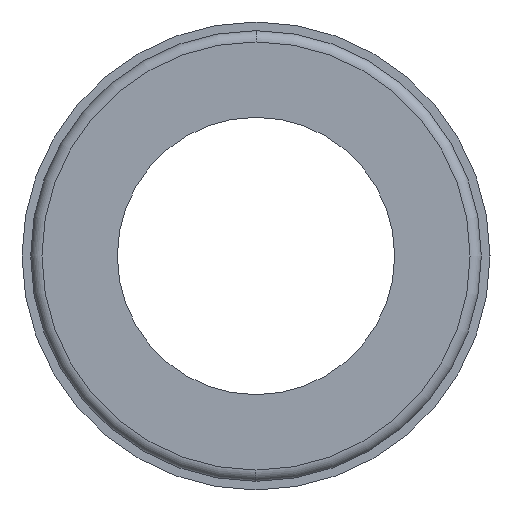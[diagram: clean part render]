
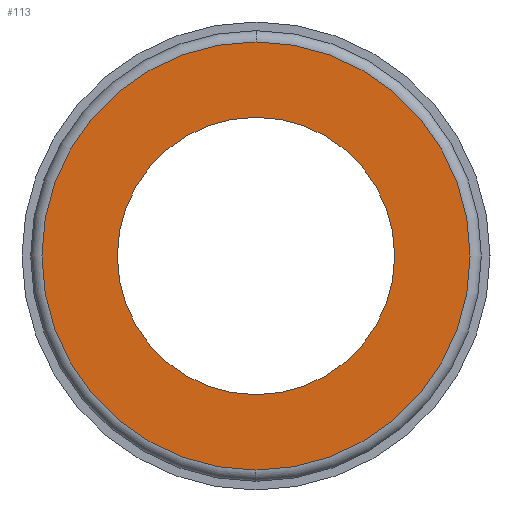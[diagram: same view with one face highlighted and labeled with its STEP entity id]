
A CAD part, left-side view. The second image highlights one B-rep face of the part: STEP entity #113.
In plain terms, the highlighted planar face has unit normal (-1, 0, 0).
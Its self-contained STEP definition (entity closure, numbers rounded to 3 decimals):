
#113=ADVANCED_FACE('',(#257,#258),#259,.T.);
#257=FACE_BOUND('',#402,.T.);
#258=FACE_OUTER_BOUND('',#403,.T.);
#259=PLANE('',#404);
#402=EDGE_LOOP('',(#947,#948));
#403=EDGE_LOOP('',(#949,#950,#951));
#404=AXIS2_PLACEMENT_3D('',#952,#953,#954);
#947=ORIENTED_EDGE('',*,*,#1106,.T.);
#948=ORIENTED_EDGE('',*,*,#1028,.T.);
#949=ORIENTED_EDGE('',*,*,#1126,.T.);
#950=ORIENTED_EDGE('',*,*,#959,.T.);
#951=ORIENTED_EDGE('',*,*,#1127,.T.);
#952=CARTESIAN_POINT('',(-18.805,-3.088,0.0));
#953=DIRECTION('',(-1.0,0.,0.0));
#954=DIRECTION('',(0.,-1.0,0.0));
#959=EDGE_CURVE('',#1129,#1135,#1137,.T.);
#1028=EDGE_CURVE('',#1261,#1265,#1267,.T.);
#1106=EDGE_CURVE('',#1265,#1261,#1391,.T.);
#1126=EDGE_CURVE('',#1412,#1129,#1413,.T.);
#1127=EDGE_CURVE('',#1135,#1412,#1414,.T.);
#1129=VERTEX_POINT('',#1416);
#1135=VERTEX_POINT('',#1422);
#1137=CIRCLE('',#1424,6.175);
#1261=VERTEX_POINT('',#1613);
#1265=VERTEX_POINT('',#1618);
#1267=CIRCLE('',#1621,4.0);
#1391=CIRCLE('',#1876,4.0);
#1412=VERTEX_POINT('',#1897);
#1413=CIRCLE('',#1898,6.175);
#1414=CIRCLE('',#1899,6.175);
#1416=CARTESIAN_POINT('',(-18.805,0.,6.175));
#1422=CARTESIAN_POINT('',(-18.805,0.,-6.175));
#1424=AXIS2_PLACEMENT_3D('',#1912,#1913,#1914);
#1613=CARTESIAN_POINT('',(-18.805,0.,-4.0));
#1618=CARTESIAN_POINT('',(-18.805,0.,4.0));
#1621=AXIS2_PLACEMENT_3D('',#2065,#2066,#2067);
#1876=AXIS2_PLACEMENT_3D('',#2193,#2194,#2195);
#1897=CARTESIAN_POINT('',(-18.805,-6.175,0.0));
#1898=AXIS2_PLACEMENT_3D('',#2253,#2254,#2255);
#1899=AXIS2_PLACEMENT_3D('',#2256,#2257,#2258);
#1912=CARTESIAN_POINT('',(-18.805,0.0,0.0));
#1913=DIRECTION('',(-1.0,0.,0.0));
#1914=DIRECTION('',(0.,-1.0,0.0));
#2065=CARTESIAN_POINT('',(-18.805,0.0,0.0));
#2066=DIRECTION('',(1.0,0.,0.0));
#2067=DIRECTION('',(0.0,0.0,-1.0));
#2193=CARTESIAN_POINT('',(-18.805,0.0,0.0));
#2194=DIRECTION('',(1.0,0.,0.0));
#2195=DIRECTION('',(0.0,0.0,-1.0));
#2253=CARTESIAN_POINT('',(-18.805,0.0,0.0));
#2254=DIRECTION('',(-1.0,0.,0.0));
#2255=DIRECTION('',(0.,-1.0,0.0));
#2256=CARTESIAN_POINT('',(-18.805,0.0,0.0));
#2257=DIRECTION('',(-1.0,0.,0.0));
#2258=DIRECTION('',(0.,-1.0,0.0));
